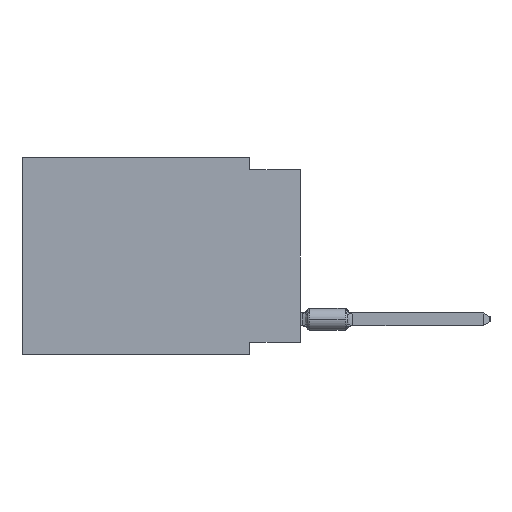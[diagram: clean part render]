
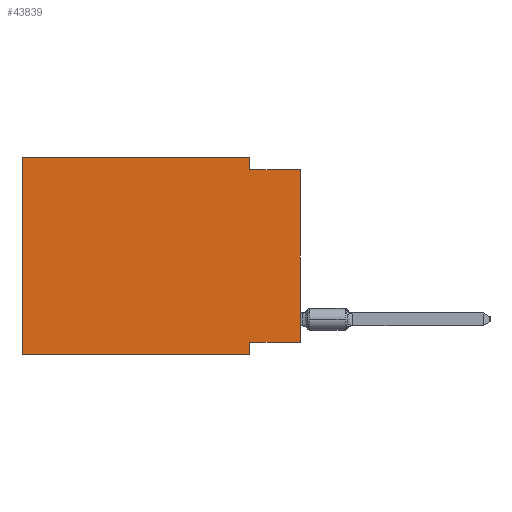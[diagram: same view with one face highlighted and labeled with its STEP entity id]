
A CAD part, left-side view. The second image highlights one B-rep face of the part: STEP entity #43839.
In plain terms, the highlighted planar face has unit normal (-1, 0, 0).
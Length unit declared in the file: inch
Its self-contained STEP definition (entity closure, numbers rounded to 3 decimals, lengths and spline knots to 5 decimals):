
#156 = LINE ( 'NONE', #55624, #40365 ) ;
#893 = VERTEX_POINT ( 'NONE', #59694 ) ;
#5445 = ORIENTED_EDGE ( 'NONE', *, *, #34654, .T. ) ;
#8086 = CARTESIAN_POINT ( 'NONE',  ( 0., 0.1, -0.39 ) ) ;
#9702 = VECTOR ( 'NONE', #19652, 39.37008 ) ;
#10022 = ORIENTED_EDGE ( 'NONE', *, *, #34259, .F. ) ;
#11731 = VERTEX_POINT ( 'NONE', #22218 ) ;
#11995 = CARTESIAN_POINT ( 'NONE',  ( 0., 0.55, -0.39 ) ) ;
#14070 = EDGE_LOOP ( 'NONE', ( #15505, #10022, #52726, #49221, #27218, #5445, #57953, #64340 ) ) ;
#14084 = LINE ( 'NONE', #57959, #53454 ) ;
#15505 = ORIENTED_EDGE ( 'NONE', *, *, #69433, .T. ) ;
#16482 = CARTESIAN_POINT ( 'NONE',  ( 0., 0.55, 0. ) ) ;
#19652 = DIRECTION ( 'NONE',  ( 0., 0., 1. ) ) ;
#21127 = EDGE_CURVE ( 'NONE', #893, #69150, #14084, .T. ) ;
#21250 = FACE_OUTER_BOUND ( 'NONE', #14070, .T. ) ;
#21957 = DIRECTION ( 'NONE',  ( 0., 0., -1. ) ) ;
#22218 = CARTESIAN_POINT ( 'NONE',  ( 0., 0., -0.025 ) ) ;
#22788 = VECTOR ( 'NONE', #26162, 39.37008 ) ;
#22871 = LINE ( 'NONE', #44621, #69184 ) ;
#24747 = LINE ( 'NONE', #68987, #9702 ) ;
#26162 = DIRECTION ( 'NONE',  ( 0., 0., 1. ) ) ;
#26501 = LINE ( 'NONE', #65311, #22788 ) ;
#27067 = PLANE ( 'NONE',  #69892 ) ;
#27218 = ORIENTED_EDGE ( 'NONE', *, *, #62446, .F. ) ;
#28081 = LINE ( 'NONE', #16482, #63028 ) ;
#28446 = DIRECTION ( 'NONE',  ( 0., -1., 0. ) ) ;
#34259 = EDGE_CURVE ( 'NONE', #69150, #11731, #156, .T. ) ;
#34654 = EDGE_CURVE ( 'NONE', #62706, #50249, #59557, .T. ) ;
#35136 = VERTEX_POINT ( 'NONE', #54023 ) ;
#35659 = VECTOR ( 'NONE', #62359, 39.37008 ) ;
#38285 = DIRECTION ( 'NONE',  ( 1., 0., 0. ) ) ;
#39184 = DIRECTION ( 'NONE',  ( 0., 1., 0. ) ) ;
#40247 = CARTESIAN_POINT ( 'NONE',  ( 0., 0.1, -0.39 ) ) ;
#40365 = VECTOR ( 'NONE', #44381, 39.37008 ) ;
#42155 = VERTEX_POINT ( 'NONE', #67511 ) ;
#42358 = DIRECTION ( 'NONE',  ( 0., 0., -1. ) ) ;
#42908 = EDGE_CURVE ( 'NONE', #42155, #893, #28081, .T. ) ;
#43839 = ADVANCED_FACE ( 'NONE', ( #21250 ), #27067, .F. ) ;
#43922 = CARTESIAN_POINT ( 'NONE',  ( 0., 0.55, -0.39 ) ) ;
#44381 = DIRECTION ( 'NONE',  ( 0., -1., 0. ) ) ;
#44621 = CARTESIAN_POINT ( 'NONE',  ( 0., 0., -0.365 ) ) ;
#46238 = VERTEX_POINT ( 'NONE', #62311 ) ;
#49221 = ORIENTED_EDGE ( 'NONE', *, *, #42908, .F. ) ;
#50249 = VERTEX_POINT ( 'NONE', #8086 ) ;
#50804 = VECTOR ( 'NONE', #66071, 39.37008 ) ;
#52650 = EDGE_CURVE ( 'NONE', #35136, #46238, #22871, .T. ) ;
#52726 = ORIENTED_EDGE ( 'NONE', *, *, #21127, .F. ) ;
#53454 = VECTOR ( 'NONE', #42358, 39.37008 ) ;
#54023 = CARTESIAN_POINT ( 'NONE',  ( 0., 0., -0.365 ) ) ;
#55624 = CARTESIAN_POINT ( 'NONE',  ( 0., 0., -0.025 ) ) ;
#57953 = ORIENTED_EDGE ( 'NONE', *, *, #71070, .F. ) ;
#57959 = CARTESIAN_POINT ( 'NONE',  ( 0., 0.1, 0. ) ) ;
#59557 = LINE ( 'NONE', #43922, #50804 ) ;
#59694 = CARTESIAN_POINT ( 'NONE',  ( 0., 0.1, 0. ) ) ;
#62311 = CARTESIAN_POINT ( 'NONE',  ( 0., 0.1, -0.365 ) ) ;
#62359 = DIRECTION ( 'NONE',  ( 0., 0., -1. ) ) ;
#62446 = EDGE_CURVE ( 'NONE', #62706, #42155, #24747, .T. ) ;
#62706 = VERTEX_POINT ( 'NONE', #11995 ) ;
#63028 = VECTOR ( 'NONE', #28446, 39.37008 ) ;
#64340 = ORIENTED_EDGE ( 'NONE', *, *, #52650, .F. ) ;
#65311 = CARTESIAN_POINT ( 'NONE',  ( 0., 0., 0. ) ) ;
#66071 = DIRECTION ( 'NONE',  ( 0., -1., 0. ) ) ;
#67511 = CARTESIAN_POINT ( 'NONE',  ( 0., 0.55, 0. ) ) ;
#67819 = LINE ( 'NONE', #40247, #35659 ) ;
#68987 = CARTESIAN_POINT ( 'NONE',  ( 0., 0.55, 0. ) ) ;
#69150 = VERTEX_POINT ( 'NONE', #71516 ) ;
#69184 = VECTOR ( 'NONE', #39184, 39.37008 ) ;
#69433 = EDGE_CURVE ( 'NONE', #35136, #11731, #26501, .T. ) ;
#69892 = AXIS2_PLACEMENT_3D ( 'NONE', #71284, #38285, #21957 ) ;
#71070 = EDGE_CURVE ( 'NONE', #46238, #50249, #67819, .T. ) ;
#71284 = CARTESIAN_POINT ( 'NONE',  ( 0., 0.55, 0. ) ) ;
#71516 = CARTESIAN_POINT ( 'NONE',  ( 0., 0.1, -0.025 ) ) ;
